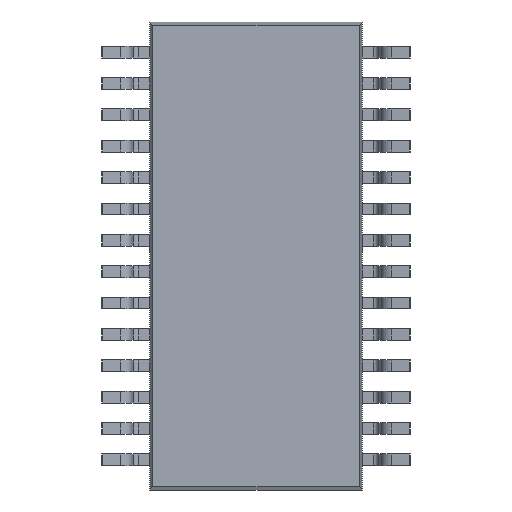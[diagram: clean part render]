
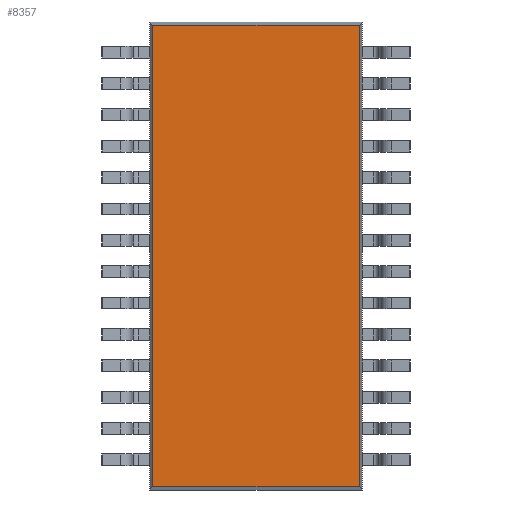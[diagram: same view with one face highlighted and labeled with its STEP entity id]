
A CAD part, front view. The second image highlights one B-rep face of the part: STEP entity #8357.
In plain terms, the highlighted planar face has unit normal (0, -1, 0).
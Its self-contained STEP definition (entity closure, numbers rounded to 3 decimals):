
#153 = FACE_OUTER_BOUND ( 'NONE', #2615, .T. ) ;
#1046 = EDGE_CURVE ( 'NONE', #6681, #1614, #10035, .T. ) ;
#1370 = LINE ( 'NONE', #8741, #6916 ) ;
#1614 = VERTEX_POINT ( 'NONE', #9784 ) ;
#1868 = ORIENTED_EDGE ( 'NONE', *, *, #4469, .T. ) ;
#2047 = CARTESIAN_POINT ( 'NONE',  ( 0., 0.15, 0. ) ) ;
#2615 = EDGE_LOOP ( 'NONE', ( #4245, #1868, #11007, #7796 ) ) ;
#2780 = DIRECTION ( 'NONE',  ( 0., 0., -1. ) ) ;
#2961 = AXIS2_PLACEMENT_3D ( 'NONE', #2047, #8991, #2966 ) ;
#2966 = DIRECTION ( 'NONE',  ( 0., 0., -1. ) ) ;
#3108 = EDGE_CURVE ( 'NONE', #1614, #9014, #4153, .T. ) ;
#3509 = CARTESIAN_POINT ( 'NONE',  ( 2.2, 0.15, 4.787 ) ) ;
#4153 = LINE ( 'NONE', #10292, #11731 ) ;
#4245 = ORIENTED_EDGE ( 'NONE', *, *, #10607, .T. ) ;
#4362 = CARTESIAN_POINT ( 'NONE',  ( 2.137, 0.15, -4.787 ) ) ;
#4469 = EDGE_CURVE ( 'NONE', #5958, #6681, #6548, .T. ) ;
#5516 = CARTESIAN_POINT ( 'NONE',  ( -2.137, 0.15, 4.787 ) ) ;
#5958 = VERTEX_POINT ( 'NONE', #10144 ) ;
#6548 = LINE ( 'NONE', #3509, #12543 ) ;
#6681 = VERTEX_POINT ( 'NONE', #5516 ) ;
#6916 = VECTOR ( 'NONE', #9880, 1000. ) ;
#7170 = DIRECTION ( 'NONE',  ( 1., 0., 0. ) ) ;
#7796 = ORIENTED_EDGE ( 'NONE', *, *, #3108, .T. ) ;
#8102 = PLANE ( 'NONE',  #2961 ) ;
#8357 = ADVANCED_FACE ( 'NONE', ( #153 ), #8102, .T. ) ;
#8511 = DIRECTION ( 'NONE',  ( -1., 0., 0. ) ) ;
#8741 = CARTESIAN_POINT ( 'NONE',  ( 2.137, 0.15, -4.85 ) ) ;
#8991 = DIRECTION ( 'NONE',  ( 0., -1., 0. ) ) ;
#9014 = VERTEX_POINT ( 'NONE', #4362 ) ;
#9784 = CARTESIAN_POINT ( 'NONE',  ( -2.137, 0.15, -4.787 ) ) ;
#9880 = DIRECTION ( 'NONE',  ( 0., 0., 1. ) ) ;
#10035 = LINE ( 'NONE', #11949, #11468 ) ;
#10144 = CARTESIAN_POINT ( 'NONE',  ( 2.137, 0.15, 4.787 ) ) ;
#10292 = CARTESIAN_POINT ( 'NONE',  ( -2.2, 0.15, -4.787 ) ) ;
#10607 = EDGE_CURVE ( 'NONE', #9014, #5958, #1370, .T. ) ;
#11007 = ORIENTED_EDGE ( 'NONE', *, *, #1046, .T. ) ;
#11468 = VECTOR ( 'NONE', #2780, 1000. ) ;
#11731 = VECTOR ( 'NONE', #7170, 1000. ) ;
#11949 = CARTESIAN_POINT ( 'NONE',  ( -2.137, 0.15, 4.85 ) ) ;
#12543 = VECTOR ( 'NONE', #8511, 1000. ) ;
